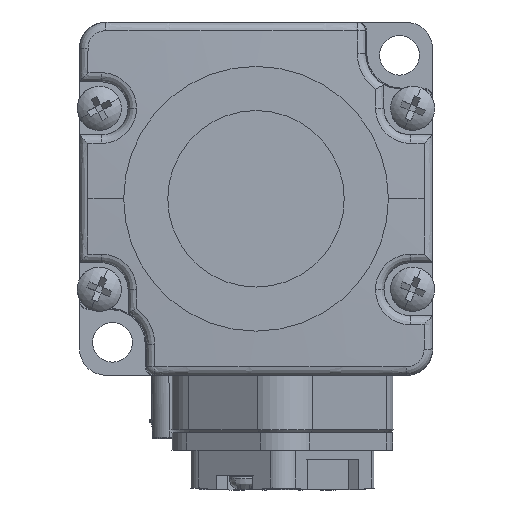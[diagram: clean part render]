
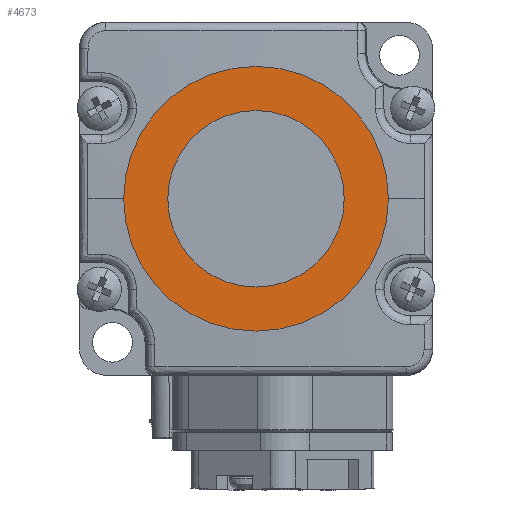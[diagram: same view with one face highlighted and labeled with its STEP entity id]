
A CAD part, left-side view. The second image highlights one B-rep face of the part: STEP entity #4673.
In plain terms, the highlighted planar face has unit normal (-1, 0, 0).
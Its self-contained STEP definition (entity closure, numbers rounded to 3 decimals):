
#574 = AXIS2_PLACEMENT_3D ( 'NONE', #51494, #73690, #113403 ) ;
#4673 = ADVANCED_FACE ( 'NONE', ( #47927, #37813 ), #78207, .T. ) ;
#6181 = DIRECTION ( 'NONE',  ( -1., 0., 0. ) ) ;
#8067 = CARTESIAN_POINT ( 'NONE',  ( -91.3, 15., 0. ) ) ;
#9444 = CARTESIAN_POINT ( 'NONE',  ( -91.3, 10., 0. ) ) ;
#10576 = CARTESIAN_POINT ( 'NONE',  ( -91.3, 0., 0. ) ) ;
#12049 = AXIS2_PLACEMENT_3D ( 'NONE', #35051, #65990, #54595 ) ;
#15036 = VERTEX_POINT ( 'NONE', #9444 ) ;
#17752 = CIRCLE ( 'NONE', #574, 10. ) ;
#20743 = CARTESIAN_POINT ( 'NONE',  ( -91.3, -10., 0. ) ) ;
#22657 = DIRECTION ( 'NONE',  ( -1., 0., 0. ) ) ;
#27089 = DIRECTION ( 'NONE',  ( -1., 0., 0. ) ) ;
#33233 = AXIS2_PLACEMENT_3D ( 'NONE', #119272, #27089, #121275 ) ;
#35051 = CARTESIAN_POINT ( 'NONE',  ( -91.3, 0., 0. ) ) ;
#37813 = FACE_OUTER_BOUND ( 'NONE', #59909, .T. ) ;
#39610 = ORIENTED_EDGE ( 'NONE', *, *, #82833, .T. ) ;
#40727 = CIRCLE ( 'NONE', #115986, 10. ) ;
#43413 = EDGE_CURVE ( 'NONE', #15036, #56878, #40727, .T. ) ;
#45680 = VERTEX_POINT ( 'NONE', #114976 ) ;
#47199 = DIRECTION ( 'NONE',  ( 0., -1., 0. ) ) ;
#47927 = FACE_BOUND ( 'NONE', #115532, .T. ) ;
#51494 = CARTESIAN_POINT ( 'NONE',  ( -91.3, 0., 0. ) ) ;
#54595 = DIRECTION ( 'NONE',  ( 0., -1., 0. ) ) ;
#56878 = VERTEX_POINT ( 'NONE', #20743 ) ;
#59909 = EDGE_LOOP ( 'NONE', ( #39610, #83079 ) ) ;
#65990 = DIRECTION ( 'NONE',  ( -1., 0., 0. ) ) ;
#67698 = AXIS2_PLACEMENT_3D ( 'NONE', #10576, #22657, #112823 ) ;
#73690 = DIRECTION ( 'NONE',  ( -1., 0., 0. ) ) ;
#78207 = PLANE ( 'NONE',  #33233 ) ;
#82833 = EDGE_CURVE ( 'NONE', #45680, #115196, #108648, .T. ) ;
#83079 = ORIENTED_EDGE ( 'NONE', *, *, #100181, .T. ) ;
#91372 = CIRCLE ( 'NONE', #67698, 15. ) ;
#98199 = ORIENTED_EDGE ( 'NONE', *, *, #124372, .F. ) ;
#98391 = CARTESIAN_POINT ( 'NONE',  ( -91.3, 0., 0. ) ) ;
#100181 = EDGE_CURVE ( 'NONE', #115196, #45680, #91372, .T. ) ;
#108648 = CIRCLE ( 'NONE', #12049, 15. ) ;
#112823 = DIRECTION ( 'NONE',  ( 0., -1., 0. ) ) ;
#113403 = DIRECTION ( 'NONE',  ( 0., -1., 0. ) ) ;
#114976 = CARTESIAN_POINT ( 'NONE',  ( -91.3, -15., 0. ) ) ;
#115196 = VERTEX_POINT ( 'NONE', #8067 ) ;
#115532 = EDGE_LOOP ( 'NONE', ( #98199, #121365 ) ) ;
#115986 = AXIS2_PLACEMENT_3D ( 'NONE', #98391, #6181, #47199 ) ;
#119272 = CARTESIAN_POINT ( 'NONE',  ( -91.3, 0., 0. ) ) ;
#121275 = DIRECTION ( 'NONE',  ( 0., -1., 0. ) ) ;
#121365 = ORIENTED_EDGE ( 'NONE', *, *, #43413, .F. ) ;
#124372 = EDGE_CURVE ( 'NONE', #56878, #15036, #17752, .T. ) ;
